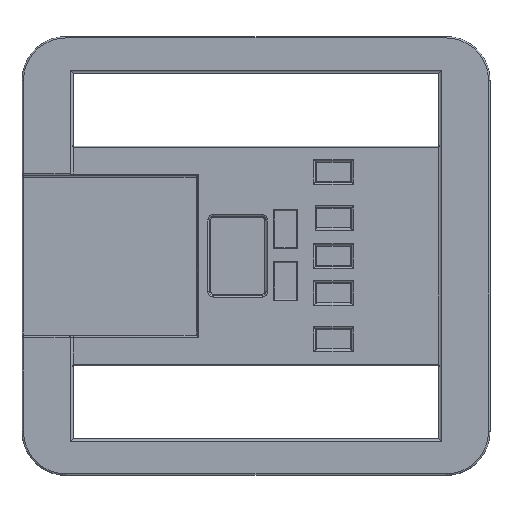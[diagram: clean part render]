
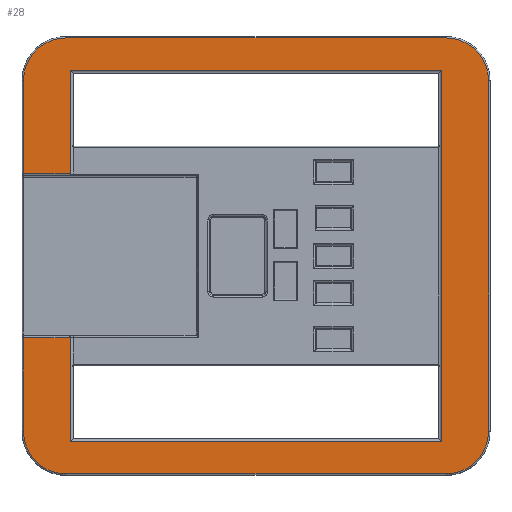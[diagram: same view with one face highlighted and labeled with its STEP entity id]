
A CAD part, top view. The second image highlights one B-rep face of the part: STEP entity #28.
In plain terms, the highlighted planar face has unit normal (0, 0, 1).
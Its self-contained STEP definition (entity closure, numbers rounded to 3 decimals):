
#28 = ADVANCED_FACE('',(#29),#163,.T.);
#29 = FACE_BOUND('',#30,.T.);
#30 = EDGE_LOOP('',(#31,#41,#50,#58,#67,#75,#84,#92,#101,#109,#117,#125,
    #133,#141,#149,#157));
#31 = ORIENTED_EDGE('',*,*,#32,.F.);
#32 = EDGE_CURVE('',#33,#35,#37,.T.);
#33 = VERTEX_POINT('',#34);
#34 = CARTESIAN_POINT('',(-15.9,-12.,-0.8));
#35 = VERTEX_POINT('',#36);
#36 = CARTESIAN_POINT('',(-15.9,-5.6,-0.8));
#37 = LINE('',#38,#39);
#38 = CARTESIAN_POINT('',(-15.9,-12.,-0.8));
#39 = VECTOR('',#40,1.);
#40 = DIRECTION('',(0.,1.,0.));
#41 = ORIENTED_EDGE('',*,*,#42,.F.);
#42 = EDGE_CURVE('',#43,#33,#45,.T.);
#43 = VERTEX_POINT('',#44);
#44 = CARTESIAN_POINT('',(-13.,-14.9,-0.8));
#45 = CIRCLE('',#46,2.9);
#46 = AXIS2_PLACEMENT_3D('',#47,#48,#49);
#47 = CARTESIAN_POINT('',(-13.,-12.,-0.8));
#48 = DIRECTION('',(-0.,0.,-1.));
#49 = DIRECTION('',(0.,-1.,0.));
#50 = ORIENTED_EDGE('',*,*,#51,.F.);
#51 = EDGE_CURVE('',#52,#43,#54,.T.);
#52 = VERTEX_POINT('',#53);
#53 = CARTESIAN_POINT('',(13.,-14.9,-0.8));
#54 = LINE('',#55,#56);
#55 = CARTESIAN_POINT('',(13.,-14.9,-0.8));
#56 = VECTOR('',#57,1.);
#57 = DIRECTION('',(-1.,0.,0.));
#58 = ORIENTED_EDGE('',*,*,#59,.F.);
#59 = EDGE_CURVE('',#60,#52,#62,.T.);
#60 = VERTEX_POINT('',#61);
#61 = CARTESIAN_POINT('',(15.9,-12.,-0.8));
#62 = CIRCLE('',#63,2.9);
#63 = AXIS2_PLACEMENT_3D('',#64,#65,#66);
#64 = CARTESIAN_POINT('',(13.,-12.,-0.8));
#65 = DIRECTION('',(0.,0.,-1.));
#66 = DIRECTION('',(1.,0.,0.));
#67 = ORIENTED_EDGE('',*,*,#68,.F.);
#68 = EDGE_CURVE('',#69,#60,#71,.T.);
#69 = VERTEX_POINT('',#70);
#70 = CARTESIAN_POINT('',(15.9,12.,-0.8));
#71 = LINE('',#72,#73);
#72 = CARTESIAN_POINT('',(15.9,12.,-0.8));
#73 = VECTOR('',#74,1.);
#74 = DIRECTION('',(0.,-1.,0.));
#75 = ORIENTED_EDGE('',*,*,#76,.F.);
#76 = EDGE_CURVE('',#77,#69,#79,.T.);
#77 = VERTEX_POINT('',#78);
#78 = CARTESIAN_POINT('',(13.,14.9,-0.8));
#79 = CIRCLE('',#80,2.9);
#80 = AXIS2_PLACEMENT_3D('',#81,#82,#83);
#81 = CARTESIAN_POINT('',(13.,12.,-0.8));
#82 = DIRECTION('',(0.,0.,-1.));
#83 = DIRECTION('',(0.,1.,0.));
#84 = ORIENTED_EDGE('',*,*,#85,.F.);
#85 = EDGE_CURVE('',#86,#77,#88,.T.);
#86 = VERTEX_POINT('',#87);
#87 = CARTESIAN_POINT('',(-13.,14.9,-0.8));
#88 = LINE('',#89,#90);
#89 = CARTESIAN_POINT('',(-13.,14.9,-0.8));
#90 = VECTOR('',#91,1.);
#91 = DIRECTION('',(1.,0.,0.));
#92 = ORIENTED_EDGE('',*,*,#93,.F.);
#93 = EDGE_CURVE('',#94,#86,#96,.T.);
#94 = VERTEX_POINT('',#95);
#95 = CARTESIAN_POINT('',(-15.9,12.,-0.8));
#96 = CIRCLE('',#97,2.9);
#97 = AXIS2_PLACEMENT_3D('',#98,#99,#100);
#98 = CARTESIAN_POINT('',(-13.,12.,-0.8));
#99 = DIRECTION('',(0.,0.,-1.));
#100 = DIRECTION('',(-1.,0.,0.));
#101 = ORIENTED_EDGE('',*,*,#102,.F.);
#102 = EDGE_CURVE('',#103,#94,#105,.T.);
#103 = VERTEX_POINT('',#104);
#104 = CARTESIAN_POINT('',(-15.9,5.6,-0.8));
#105 = LINE('',#106,#107);
#106 = CARTESIAN_POINT('',(-15.9,-12.,-0.8));
#107 = VECTOR('',#108,1.);
#108 = DIRECTION('',(0.,1.,0.));
#109 = ORIENTED_EDGE('',*,*,#110,.T.);
#110 = EDGE_CURVE('',#103,#111,#113,.T.);
#111 = VERTEX_POINT('',#112);
#112 = CARTESIAN_POINT('',(-12.7,5.6,-0.8));
#113 = LINE('',#114,#115);
#114 = CARTESIAN_POINT('',(-15.9,5.6,-0.8));
#115 = VECTOR('',#116,1.);
#116 = DIRECTION('',(1.,0.,0.));
#117 = ORIENTED_EDGE('',*,*,#118,.T.);
#118 = EDGE_CURVE('',#111,#119,#121,.T.);
#119 = VERTEX_POINT('',#120);
#120 = CARTESIAN_POINT('',(-12.7,12.7,-0.8));
#121 = LINE('',#122,#123);
#122 = CARTESIAN_POINT('',(-12.7,1.15,-0.8));
#123 = VECTOR('',#124,1.);
#124 = DIRECTION('',(0.,1.,0.));
#125 = ORIENTED_EDGE('',*,*,#126,.T.);
#126 = EDGE_CURVE('',#119,#127,#129,.T.);
#127 = VERTEX_POINT('',#128);
#128 = CARTESIAN_POINT('',(12.7,12.7,-0.8));
#129 = LINE('',#130,#131);
#130 = CARTESIAN_POINT('',(-12.85,12.7,-0.8));
#131 = VECTOR('',#132,1.);
#132 = DIRECTION('',(1.,0.,0.));
#133 = ORIENTED_EDGE('',*,*,#134,.T.);
#134 = EDGE_CURVE('',#127,#135,#137,.T.);
#135 = VERTEX_POINT('',#136);
#136 = CARTESIAN_POINT('',(12.7,-12.7,-0.8));
#137 = LINE('',#138,#139);
#138 = CARTESIAN_POINT('',(12.7,13.85,-0.8));
#139 = VECTOR('',#140,1.);
#140 = DIRECTION('',(0.,-1.,0.));
#141 = ORIENTED_EDGE('',*,*,#142,.T.);
#142 = EDGE_CURVE('',#135,#143,#145,.T.);
#143 = VERTEX_POINT('',#144);
#144 = CARTESIAN_POINT('',(-12.7,-12.7,-0.8));
#145 = LINE('',#146,#147);
#146 = CARTESIAN_POINT('',(-0.15,-12.7,-0.8));
#147 = VECTOR('',#148,1.);
#148 = DIRECTION('',(-1.,0.,0.));
#149 = ORIENTED_EDGE('',*,*,#150,.T.);
#150 = EDGE_CURVE('',#143,#151,#153,.T.);
#151 = VERTEX_POINT('',#152);
#152 = CARTESIAN_POINT('',(-12.7,-5.6,-0.8));
#153 = LINE('',#154,#155);
#154 = CARTESIAN_POINT('',(-12.7,1.15,-0.8));
#155 = VECTOR('',#156,1.);
#156 = DIRECTION('',(0.,1.,0.));
#157 = ORIENTED_EDGE('',*,*,#158,.T.);
#158 = EDGE_CURVE('',#151,#35,#159,.T.);
#159 = LINE('',#160,#161);
#160 = CARTESIAN_POINT('',(-12.7,-5.6,-0.8));
#161 = VECTOR('',#162,1.);
#162 = DIRECTION('',(-1.,0.,0.));
#163 = PLANE('',#164);
#164 = AXIS2_PLACEMENT_3D('',#165,#166,#167);
#165 = CARTESIAN_POINT('',(-13.,15.,-0.8));
#166 = DIRECTION('',(0.,0.,1.));
#167 = DIRECTION('',(1.,0.,0.));
